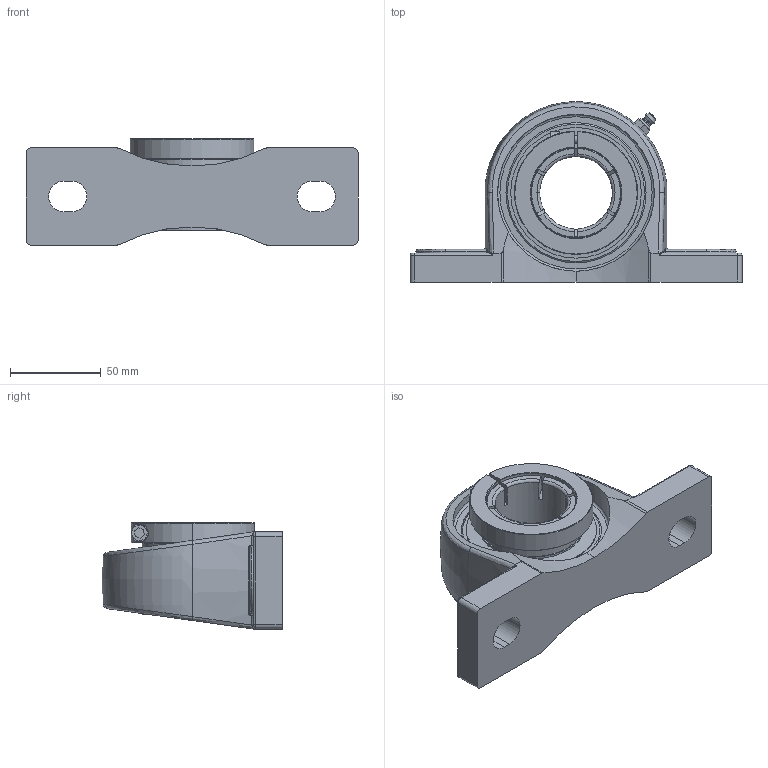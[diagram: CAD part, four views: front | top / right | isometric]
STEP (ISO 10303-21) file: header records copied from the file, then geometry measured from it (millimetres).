
FILE_DESCRIPTION(('HOOPS Exchange Step'),'2;1');
FILE_NAME('export-5E6C4757-4783-4B8D-9B75-BFDB0827875E.stp','2019-12-13T14:40:25-08:00',('ibuslach'),('Alibre'),'HOOPS Exchange 2019.2','Alibre','Unknown authorisation');
FILE_SCHEMA( ('AP242_MANAGED_MODEL_BASED_3D_ENGINEERING_MIM_LF {1 0 10303 442 1 1 4 }') );
Length unit declared in the file: centimetre
Products named in the file (8): MRN SP 208; UCP ZERK 6mm; SUE 208 LOCK RING; SUE 208 SHIELD; SUE 208 RACES; SUE 207 BOLT; MRN SUE 208; MRN SUEP 208
Assembly tree (8 placements, depth 3):
  MRN SUEP 208
    MRN SP 208
    UCP ZERK 6mm
    MRN SUE 208
      SUE 208 LOCK RING
      SUE 208 SHIELD  x2
      SUE 208 RACES
      SUE 207 BOLT
Bounding box: 183 x 99.41 x 58.45 mm (x, y, z)
Volume: 302145.9 mm3; surface area: 91530.4 mm2
Topology: 8 solids, 8 shells, 276 faces, 759 edges, 494 vertices
Faces by surface type: cylinder 86, plane 86, cone 40, torus 33, bspline 22, sphere 9
Full cylindrical faces by diameter (mm): 1.482 x2, 4.134 x1, 4.137 x1, 5.8 x1, 6 x2, 8.5 x1, 40 x1, 56 x4, 57.016 x2, 68 x1, 72 x2, 86.408 x2
Entity records: 19093 total; most frequent: CARTESIAN_POINT 12136, ORIENTED_EDGE 1462, DIRECTION 1422, EDGE_CURVE 731, AXIS2_PLACEMENT_3D 584, VERTEX_POINT 480, EDGE_LOOP 295, FACE_BOUND 295
